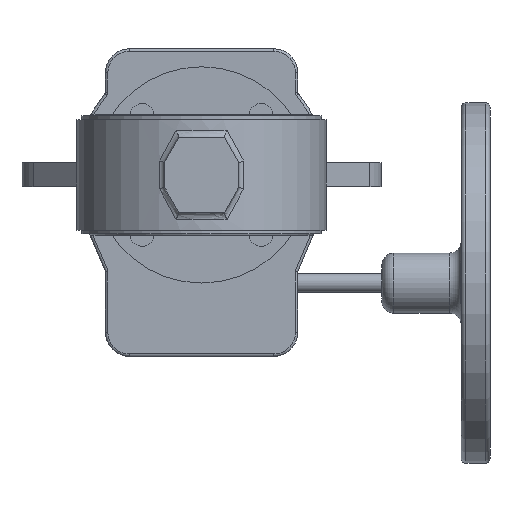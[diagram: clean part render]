
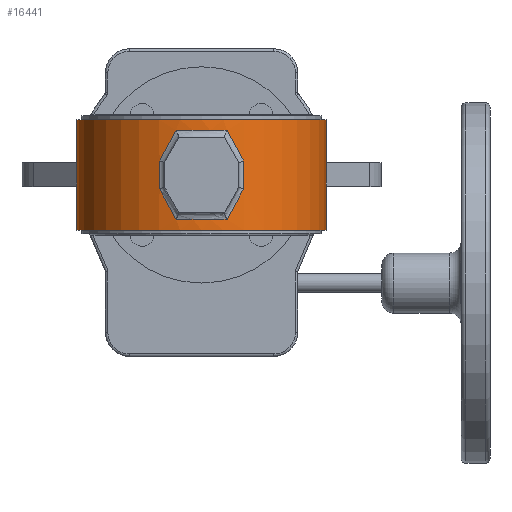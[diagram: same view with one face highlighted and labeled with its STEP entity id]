
A CAD part, front view. The second image highlights one B-rep face of the part: STEP entity #16441.
In plain terms, the highlighted cylindrical face has radius 51.9 mm (diameter 103.8 mm), a partial arc.
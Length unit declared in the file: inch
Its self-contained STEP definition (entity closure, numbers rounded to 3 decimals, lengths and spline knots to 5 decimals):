
#46 = EDGE_CURVE ( 'NONE', #13266, #11596, #7501, .T. ) ;
#111 = AXIS2_PLACEMENT_3D ( 'NONE', #19837, #16900, #14997 ) ;
#263 = DIRECTION ( 'NONE',  ( 0., 0., 1. ) ) ;
#410 = CARTESIAN_POINT ( 'NONE',  ( 2.50766, 0.49554, 2.3524 ) ) ;
#527 = CARTESIAN_POINT ( 'NONE',  ( 1.81913, 2.41935, 3.40741 ) ) ;
#608 = CARTESIAN_POINT ( 'NONE',  ( 3.86244, 2.41935, 3.48741 ) ) ;
#729 = EDGE_CURVE ( 'NONE', #3400, #3646, #13977, .T. ) ;
#1149 = VERTEX_POINT ( 'NONE', #9101 ) ;
#1355 = EDGE_CURVE ( 'NONE', #1149, #3144, #10678, .T. ) ;
#1702 = CARTESIAN_POINT ( 'NONE',  ( 1.1306, 0.49554, 2.3524 ) ) ;
#1834 = EDGE_CURVE ( 'NONE', #11596, #3144, #6470, .T. ) ;
#2043 =( BOUNDED_CURVE ( )  B_SPLINE_CURVE ( 3, ( #410, #5424, #6999, #5529 ),
 .UNSPECIFIED., .F., .F. ) 
 B_SPLINE_CURVE_WITH_KNOTS ( ( 4, 4 ),
 ( 4.36869, 4.50618 ),
 .UNSPECIFIED. ) 
 CURVE ( )  GEOMETRIC_REPRESENTATION_ITEM ( )  RATIONAL_B_SPLINE_CURVE ( ( 1., 0.998, 0.998, 1. ) ) 
 REPRESENTATION_ITEM ( '' )  );
#2088 = ORIENTED_EDGE ( 'NONE', *, *, #8663, .T. ) ;
#2212 = CARTESIAN_POINT ( 'NONE',  ( 1.30903, 0.43852, 2.0221 ) ) ;
#2255 = EDGE_CURVE ( 'NONE', #18317, #5562, #9897, .T. ) ;
#2303 = FACE_BOUND ( 'NONE', #9806, .T. ) ;
#2709 = DIRECTION ( 'NONE',  ( 0., 0., -1. ) ) ;
#3058 = CARTESIAN_POINT ( 'NONE',  ( 1.81913, 2.41935, 3.48741 ) ) ;
#3144 = VERTEX_POINT ( 'NONE', #8931 ) ;
#3400 = VERTEX_POINT ( 'NONE', #10487 ) ;
#3646 = VERTEX_POINT ( 'NONE', #13928 ) ;
#3730 = CIRCLE ( 'NONE', #14422, 2.04331 ) ;
#3890 = CARTESIAN_POINT ( 'NONE',  ( 2.23751, 0.41933, 3.30899 ) ) ;
#3923 = ORIENTED_EDGE ( 'NONE', *, *, #2255, .T. ) ;
#4002 = LINE ( 'NONE', #10701, #13838 ) ;
#4542 = EDGE_CURVE ( 'NONE', #5562, #3400, #15721, .T. ) ;
#5424 = CARTESIAN_POINT ( 'NONE',  ( 2.41943, 0.46396, 2.18906 ) ) ;
#5529 = CARTESIAN_POINT ( 'NONE',  ( 2.23751, 0.41933, 1.8523 ) ) ;
#5540 = ORIENTED_EDGE ( 'NONE', *, *, #4542, .T. ) ;
#5562 = VERTEX_POINT ( 'NONE', #6137 ) ;
#5971 = ORIENTED_EDGE ( 'NONE', *, *, #8510, .T. ) ;
#6137 = CARTESIAN_POINT ( 'NONE',  ( 1.1306, 0.49554, 2.80889 ) ) ;
#6266 = AXIS2_PLACEMENT_3D ( 'NONE', #19254, #16090, #17988 ) ;
#6335 =( BOUNDED_CURVE ( )  B_SPLINE_CURVE ( 3, ( #3890, #7339, #18281, #8705 ),
 .UNSPECIFIED., .F., .F. ) 
 B_SPLINE_CURVE_WITH_KNOTS ( ( 4, 4 ),
 ( 4.9186, 5.05608 ),
 .UNSPECIFIED. ) 
 CURVE ( )  GEOMETRIC_REPRESENTATION_ITEM ( )  RATIONAL_B_SPLINE_CURVE ( ( 1., 0.998, 0.998, 1. ) ) 
 REPRESENTATION_ITEM ( '' )  );
#6470 = CIRCLE ( 'NONE', #111, 2.04331 ) ;
#6999 = CARTESIAN_POINT ( 'NONE',  ( 2.32923, 0.43852, 2.0221 ) ) ;
#7198 = ORIENTED_EDGE ( 'NONE', *, *, #19319, .T. ) ;
#7339 = CARTESIAN_POINT ( 'NONE',  ( 2.32923, 0.43852, 3.13919 ) ) ;
#7501 = LINE ( 'NONE', #20126, #16248 ) ;
#7560 = DIRECTION ( 'NONE',  ( 1., 0., 0. ) ) ;
#7924 = DIRECTION ( 'NONE',  ( 0., 0., -1. ) ) ;
#8468 =( BOUNDED_CURVE ( )  B_SPLINE_CURVE ( 3, ( #15120, #2212, #8914, #19958 ),
 .UNSPECIFIED., .F., .F. ) 
 B_SPLINE_CURVE_WITH_KNOTS ( ( 4, 4 ),
 ( 1.77701, 1.91449 ),
 .UNSPECIFIED. ) 
 CURVE ( )  GEOMETRIC_REPRESENTATION_ITEM ( )  RATIONAL_B_SPLINE_CURVE ( ( 1., 0.998, 0.998, 1. ) ) 
 REPRESENTATION_ITEM ( '' )  );
#8493 = CARTESIAN_POINT ( 'NONE',  ( 1.40076, 0.41933, 3.30899 ) ) ;
#8510 = EDGE_CURVE ( 'NONE', #16843, #20293, #8597, .T. ) ;
#8592 = CYLINDRICAL_SURFACE ( 'NONE', #17556, 2.04331 ) ;
#8597 = CIRCLE ( 'NONE', #6266, 2.04331 ) ;
#8663 = EDGE_CURVE ( 'NONE', #20293, #18317, #8468, .T. ) ;
#8705 = CARTESIAN_POINT ( 'NONE',  ( 2.50766, 0.49554, 2.80889 ) ) ;
#8765 = DIRECTION ( 'NONE',  ( 0., 0., -1. ) ) ;
#8798 = DIRECTION ( 'NONE',  ( 0., 0., -1. ) ) ;
#8841 = ORIENTED_EDGE ( 'NONE', *, *, #1834, .F. ) ;
#8914 = CARTESIAN_POINT ( 'NONE',  ( 1.21883, 0.46396, 2.18906 ) ) ;
#8931 = CARTESIAN_POINT ( 'NONE',  ( -0.22418, 2.41935, 1.67387 ) ) ;
#9101 = CARTESIAN_POINT ( 'NONE',  ( -0.22418, 2.41935, 3.48741 ) ) ;
#9347 = DIRECTION ( 'NONE',  ( 0., 0., 1. ) ) ;
#9806 = EDGE_LOOP ( 'NONE', ( #2088, #3923, #5540, #20003, #7198, #19053, #12447, #5971 ) ) ;
#9841 = DIRECTION ( 'NONE',  ( 1., 0., 0. ) ) ;
#9897 = LINE ( 'NONE', #11169, #18934 ) ;
#10435 = CARTESIAN_POINT ( 'NONE',  ( 1.40076, 0.41933, 1.8523 ) ) ;
#10438 = CARTESIAN_POINT ( 'NONE',  ( 2.23751, 0.41933, 1.8523 ) ) ;
#10486 = DIRECTION ( 'NONE',  ( -1., 0., 0. ) ) ;
#10487 = CARTESIAN_POINT ( 'NONE',  ( 1.40076, 0.41933, 3.30899 ) ) ;
#10678 = LINE ( 'NONE', #18675, #15940 ) ;
#10701 = CARTESIAN_POINT ( 'NONE',  ( 2.50766, 0.49554, 3.40741 ) ) ;
#10946 = AXIS2_PLACEMENT_3D ( 'NONE', #12888, #13311, #9841 ) ;
#11169 = CARTESIAN_POINT ( 'NONE',  ( 1.1306, 0.49554, 3.40741 ) ) ;
#11596 = VERTEX_POINT ( 'NONE', #17794 ) ;
#11847 = CARTESIAN_POINT ( 'NONE',  ( 1.21883, 0.46396, 2.97222 ) ) ;
#12406 = ORIENTED_EDGE ( 'NONE', *, *, #19080, .F. ) ;
#12447 = ORIENTED_EDGE ( 'NONE', *, *, #18610, .T. ) ;
#12888 = CARTESIAN_POINT ( 'NONE',  ( 1.81913, 2.41935, 3.30899 ) ) ;
#13266 = VERTEX_POINT ( 'NONE', #608 ) ;
#13311 = DIRECTION ( 'NONE',  ( 0., 0., 1. ) ) ;
#13773 = CARTESIAN_POINT ( 'NONE',  ( 2.50766, 0.49554, 2.3524 ) ) ;
#13838 = VECTOR ( 'NONE', #7924, 39.37008 ) ;
#13928 = CARTESIAN_POINT ( 'NONE',  ( 2.23751, 0.41933, 3.30899 ) ) ;
#13977 = CIRCLE ( 'NONE', #10946, 2.04331 ) ;
#14422 = AXIS2_PLACEMENT_3D ( 'NONE', #3058, #9347, #7560 ) ;
#14909 = CARTESIAN_POINT ( 'NONE',  ( 1.1306, 0.49554, 2.80889 ) ) ;
#14997 = DIRECTION ( 'NONE',  ( -1., 0., 0. ) ) ;
#15120 = CARTESIAN_POINT ( 'NONE',  ( 1.40076, 0.41933, 1.8523 ) ) ;
#15216 = CARTESIAN_POINT ( 'NONE',  ( 1.30903, 0.43852, 3.13919 ) ) ;
#15721 =( BOUNDED_CURVE ( )  B_SPLINE_CURVE ( 3, ( #14909, #11847, #15216, #8493 ),
 .UNSPECIFIED., .F., .F. ) 
 B_SPLINE_CURVE_WITH_KNOTS ( ( 4, 4 ),
 ( 1.2271, 1.36458 ),
 .UNSPECIFIED. ) 
 CURVE ( )  GEOMETRIC_REPRESENTATION_ITEM ( )  RATIONAL_B_SPLINE_CURVE ( ( 1., 0.998, 0.998, 1. ) ) 
 REPRESENTATION_ITEM ( '' )  );
#15730 = ORIENTED_EDGE ( 'NONE', *, *, #46, .F. ) ;
#15940 = VECTOR ( 'NONE', #2709, 39.37008 ) ;
#16090 = DIRECTION ( 'NONE',  ( 0., 0., -1. ) ) ;
#16248 = VECTOR ( 'NONE', #8765, 39.37008 ) ;
#16441 = ADVANCED_FACE ( 'NONE', ( #18176, #2303 ), #8592, .T. ) ;
#16458 = CARTESIAN_POINT ( 'NONE',  ( 2.50766, 0.49554, 2.80889 ) ) ;
#16516 = VERTEX_POINT ( 'NONE', #16458 ) ;
#16843 = VERTEX_POINT ( 'NONE', #10438 ) ;
#16900 = DIRECTION ( 'NONE',  ( 0., 0., -1. ) ) ;
#17556 = AXIS2_PLACEMENT_3D ( 'NONE', #527, #8798, #10486 ) ;
#17794 = CARTESIAN_POINT ( 'NONE',  ( 3.86244, 2.41935, 1.67387 ) ) ;
#17988 = DIRECTION ( 'NONE',  ( -1., 0., 0. ) ) ;
#18176 = FACE_OUTER_BOUND ( 'NONE', #18668, .T. ) ;
#18281 = CARTESIAN_POINT ( 'NONE',  ( 2.41943, 0.46396, 2.97222 ) ) ;
#18317 = VERTEX_POINT ( 'NONE', #1702 ) ;
#18610 = EDGE_CURVE ( 'NONE', #19790, #16843, #2043, .T. ) ;
#18668 = EDGE_LOOP ( 'NONE', ( #15730, #12406, #20186, #8841 ) ) ;
#18675 = CARTESIAN_POINT ( 'NONE',  ( -0.22418, 2.41935, 3.40741 ) ) ;
#18934 = VECTOR ( 'NONE', #263, 39.37008 ) ;
#19053 = ORIENTED_EDGE ( 'NONE', *, *, #20780, .T. ) ;
#19080 = EDGE_CURVE ( 'NONE', #1149, #13266, #3730, .T. ) ;
#19254 = CARTESIAN_POINT ( 'NONE',  ( 1.81913, 2.41935, 1.8523 ) ) ;
#19319 = EDGE_CURVE ( 'NONE', #3646, #16516, #6335, .T. ) ;
#19790 = VERTEX_POINT ( 'NONE', #13773 ) ;
#19837 = CARTESIAN_POINT ( 'NONE',  ( 1.81913, 2.41935, 1.67387 ) ) ;
#19958 = CARTESIAN_POINT ( 'NONE',  ( 1.1306, 0.49554, 2.3524 ) ) ;
#20003 = ORIENTED_EDGE ( 'NONE', *, *, #729, .T. ) ;
#20126 = CARTESIAN_POINT ( 'NONE',  ( 3.86244, 2.41935, 3.40741 ) ) ;
#20186 = ORIENTED_EDGE ( 'NONE', *, *, #1355, .T. ) ;
#20293 = VERTEX_POINT ( 'NONE', #10435 ) ;
#20780 = EDGE_CURVE ( 'NONE', #16516, #19790, #4002, .T. ) ;
